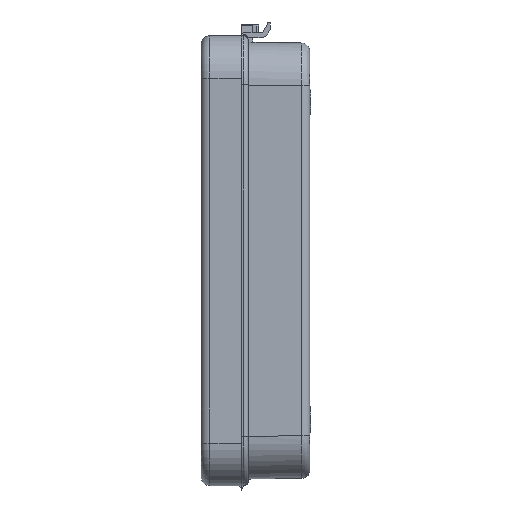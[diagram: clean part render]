
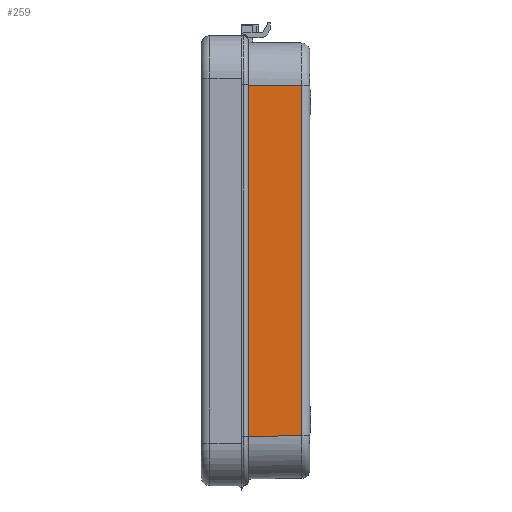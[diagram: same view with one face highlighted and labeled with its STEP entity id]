
A CAD part, left-side view. The second image highlights one B-rep face of the part: STEP entity #259.
In plain terms, the highlighted planar face has unit normal (-1, 0, 0).
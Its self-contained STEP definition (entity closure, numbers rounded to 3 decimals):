
#141 = VERTEX_POINT ( 'NONE', #3047 ) ;
#259 = ADVANCED_FACE ( 'NONE', ( #5915 ), #5354, .F. ) ;
#322 = EDGE_CURVE ( 'NONE', #3707, #141, #7586, .T. ) ;
#335 = LINE ( 'NONE', #1743, #2695 ) ;
#549 = VECTOR ( 'NONE', #4599, 1000. ) ;
#590 = ORIENTED_EDGE ( 'NONE', *, *, #4551, .T. ) ;
#749 = CARTESIAN_POINT ( 'NONE',  ( -73.5, 2., 41.024 ) ) ;
#1006 = ORIENTED_EDGE ( 'NONE', *, *, #1866, .F. ) ;
#1350 = CARTESIAN_POINT ( 'NONE',  ( -73.5, 0., 0. ) ) ;
#1743 = CARTESIAN_POINT ( 'NONE',  ( -73.5, 14.5, -41.249 ) ) ;
#1770 = EDGE_LOOP ( 'NONE', ( #590, #7470, #6982, #1006 ) ) ;
#1777 = DIRECTION ( 'NONE',  ( 0., 0., 1. ) ) ;
#1824 = CARTESIAN_POINT ( 'NONE',  ( -73.5, 14.5, -41.18 ) ) ;
#1866 = EDGE_CURVE ( 'NONE', #7442, #141, #335, .T. ) ;
#2058 = VECTOR ( 'NONE', #3496, 1000. ) ;
#2211 = CARTESIAN_POINT ( 'NONE',  ( -73.5, 2., 0. ) ) ;
#2693 = LINE ( 'NONE', #2211, #2058 ) ;
#2695 = VECTOR ( 'NONE', #1777, 1000. ) ;
#3047 = CARTESIAN_POINT ( 'NONE',  ( -73.5, 14.5, 41.18 ) ) ;
#3269 = CARTESIAN_POINT ( 'NONE',  ( -73.5, -0.512, -40.993 ) ) ;
#3347 = EDGE_CURVE ( 'NONE', #6448, #3707, #2693, .T. ) ;
#3367 = CARTESIAN_POINT ( 'NONE',  ( -73.5, 2., -41.024 ) ) ;
#3496 = DIRECTION ( 'NONE',  ( 0., 0., 1. ) ) ;
#3707 = VERTEX_POINT ( 'NONE', #749 ) ;
#4551 = EDGE_CURVE ( 'NONE', #7442, #6448, #4728, .T. ) ;
#4599 = DIRECTION ( 'NONE',  ( 0., -1., 0.012 ) ) ;
#4728 = LINE ( 'NONE', #3269, #549 ) ;
#4904 = CARTESIAN_POINT ( 'NONE',  ( -73.5, -0.512, 40.993 ) ) ;
#5308 = DIRECTION ( 'NONE',  ( 1., 0., 0. ) ) ;
#5354 = PLANE ( 'NONE',  #8572 ) ;
#5609 = DIRECTION ( 'NONE',  ( 0., 1., 0.012 ) ) ;
#5915 = FACE_OUTER_BOUND ( 'NONE', #1770, .T. ) ;
#6448 = VERTEX_POINT ( 'NONE', #3367 ) ;
#6466 = VECTOR ( 'NONE', #5609, 1000. ) ;
#6982 = ORIENTED_EDGE ( 'NONE', *, *, #322, .T. ) ;
#7284 = DIRECTION ( 'NONE',  ( 0., 1., 0. ) ) ;
#7442 = VERTEX_POINT ( 'NONE', #1824 ) ;
#7470 = ORIENTED_EDGE ( 'NONE', *, *, #3347, .T. ) ;
#7586 = LINE ( 'NONE', #4904, #6466 ) ;
#8572 = AXIS2_PLACEMENT_3D ( 'NONE', #1350, #5308, #7284 ) ;
